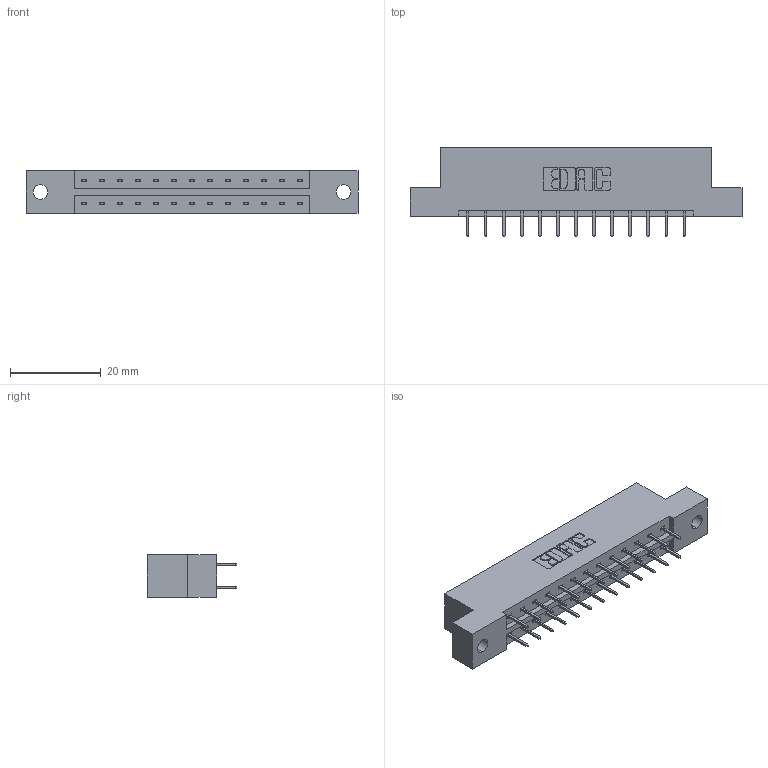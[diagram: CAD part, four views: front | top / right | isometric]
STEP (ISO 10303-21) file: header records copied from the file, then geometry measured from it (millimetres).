
FILE_DESCRIPTION (( 'STEP AP203' ), '1' );
FILE_NAME ('333-026-524-202.STEP', '2018-08-02T12:47:34', ( '' ), ( '' ), 'SwSTEP 2.0', 'SolidWorks 2016', '' );
FILE_SCHEMA (( 'CONFIG_CONTROL_DESIGN' ));
Length unit declared in the file: inch
Products named in the file (3): 333 Part_Flush - .128 Dia; 345-292-001_345-293-124; 333-026-524-202
Assembly tree (27 placements, depth 2):
  333-026-524-202
    333 Part_Flush - .128 Dia
    345-292-001_345-293-124  x26
Bounding box: 73.05 x 19.69 x 9.4 mm (x, y, z)
Volume: 7110.8 mm3; surface area: 7703.7 mm2
Topology: 27 solids, 27 shells, 1570 faces, 4445 edges, 2858 vertices
Faces by surface type: plane 1162, cylinder 408
Entity records: 12191 total; most frequent: CARTESIAN_POINT 2054, ORIENTED_EDGE 1990, DIRECTION 1807, EDGE_CURVE 995, LINE 871, VECTOR 871, VERTEX_POINT 658, AXIS2_PLACEMENT_3D 468
